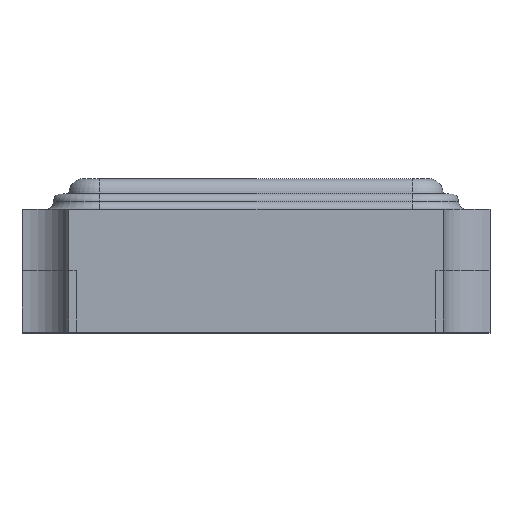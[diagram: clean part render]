
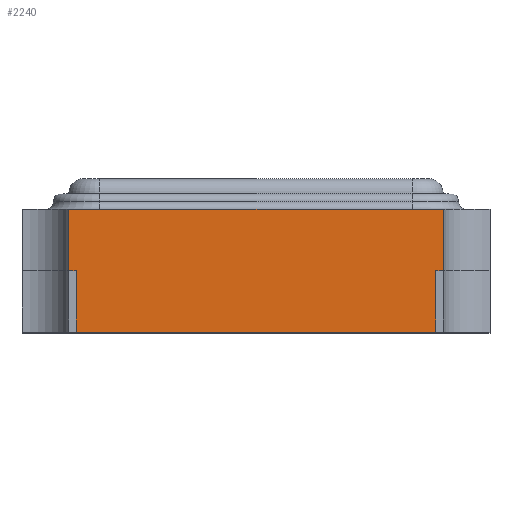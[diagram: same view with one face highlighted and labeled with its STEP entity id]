
A CAD part, top view. The second image highlights one B-rep face of the part: STEP entity #2240.
In plain terms, the highlighted planar face has unit normal (0, 0, 1).
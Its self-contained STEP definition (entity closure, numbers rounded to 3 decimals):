
#112 = DIRECTION ( 'NONE',  ( -1., 0., 0. ) ) ;
#128 = EDGE_CURVE ( 'NONE', #2532, #493, #3534, .T. ) ;
#184 = CARTESIAN_POINT ( 'NONE',  ( 1.28, 0.42, 2.5 ) ) ;
#257 = LINE ( 'NONE', #1460, #2730 ) ;
#304 = ORIENTED_EDGE ( 'NONE', *, *, #2786, .F. ) ;
#395 = VERTEX_POINT ( 'NONE', #1333 ) ;
#406 = CARTESIAN_POINT ( 'NONE',  ( -1.6, 6.776, 2.5 ) ) ;
#432 = CARTESIAN_POINT ( 'NONE',  ( -1.23, 1.92, 2.5 ) ) ;
#493 = VERTEX_POINT ( 'NONE', #1738 ) ;
#574 = DIRECTION ( 'NONE',  ( -1., 0., 0. ) ) ;
#599 = VECTOR ( 'NONE', #1418, 1000. ) ;
#665 = VECTOR ( 'NONE', #2153, 1000. ) ;
#893 = LINE ( 'NONE', #2636, #2791 ) ;
#906 = EDGE_CURVE ( 'NONE', #2349, #2595, #2391, .T. ) ;
#956 = EDGE_CURVE ( 'NONE', #395, #493, #2262, .T. ) ;
#958 = CARTESIAN_POINT ( 'NONE',  ( 1.28, 0.84, 2.5 ) ) ;
#1049 = CARTESIAN_POINT ( 'NONE',  ( -1.28, 0.42, 2.5 ) ) ;
#1063 = DIRECTION ( 'NONE',  ( 0., -1., 0. ) ) ;
#1100 = DIRECTION ( 'NONE',  ( -1., 0., 0. ) ) ;
#1109 = ORIENTED_EDGE ( 'NONE', *, *, #956, .T. ) ;
#1251 = CARTESIAN_POINT ( 'NONE',  ( -1.28, 0.42, 2.5 ) ) ;
#1307 = CARTESIAN_POINT ( 'NONE',  ( 1.23, 0.42, 2.5 ) ) ;
#1333 = CARTESIAN_POINT ( 'NONE',  ( -1.23, 0., 2.5 ) ) ;
#1338 = VECTOR ( 'NONE', #1942, 1000. ) ;
#1386 = CARTESIAN_POINT ( 'NONE',  ( 1.28, 0.42, 2.5 ) ) ;
#1418 = DIRECTION ( 'NONE',  ( 0., -1., 0. ) ) ;
#1460 = CARTESIAN_POINT ( 'NONE',  ( -1.28, 0.84, 2.5 ) ) ;
#1521 = VECTOR ( 'NONE', #1100, 1000. ) ;
#1530 = VECTOR ( 'NONE', #574, 1000. ) ;
#1735 = DIRECTION ( 'NONE',  ( 0., 1., 0. ) ) ;
#1738 = CARTESIAN_POINT ( 'NONE',  ( 1.23, 0., 2.5 ) ) ;
#1844 = ORIENTED_EDGE ( 'NONE', *, *, #2945, .T. ) ;
#1868 = CARTESIAN_POINT ( 'NONE',  ( -1.28, 0.84, 2.5 ) ) ;
#1942 = DIRECTION ( 'NONE',  ( 1., 0., 0. ) ) ;
#2000 = CARTESIAN_POINT ( 'NONE',  ( -1.23, 0.42, 2.5 ) ) ;
#2049 = EDGE_CURVE ( 'NONE', #2056, #2532, #2876, .T. ) ;
#2056 = VERTEX_POINT ( 'NONE', #1386 ) ;
#2066 = DIRECTION ( 'NONE',  ( 1., 0., 0. ) ) ;
#2153 = DIRECTION ( 'NONE',  ( 0., -1., 0. ) ) ;
#2186 = PLANE ( 'NONE',  #2224 ) ;
#2224 = AXIS2_PLACEMENT_3D ( 'NONE', #406, #2819, #112 ) ;
#2240 = ADVANCED_FACE ( 'NONE', ( #3092 ), #2186, .F. ) ;
#2253 = ORIENTED_EDGE ( 'NONE', *, *, #2049, .F. ) ;
#2262 = LINE ( 'NONE', #3441, #1338 ) ;
#2315 = ORIENTED_EDGE ( 'NONE', *, *, #2738, .F. ) ;
#2349 = VERTEX_POINT ( 'NONE', #2000 ) ;
#2391 = LINE ( 'NONE', #1251, #1530 ) ;
#2423 = VERTEX_POINT ( 'NONE', #2450 ) ;
#2450 = CARTESIAN_POINT ( 'NONE',  ( 1.28, 0.84, 2.5 ) ) ;
#2532 = VERTEX_POINT ( 'NONE', #1307 ) ;
#2595 = VERTEX_POINT ( 'NONE', #1049 ) ;
#2636 = CARTESIAN_POINT ( 'NONE',  ( -1.6, 0.84, 2.5 ) ) ;
#2730 = VECTOR ( 'NONE', #1735, 1000. ) ;
#2738 = EDGE_CURVE ( 'NONE', #3127, #2423, #893, .T. ) ;
#2775 = EDGE_LOOP ( 'NONE', ( #304, #3582, #1844, #1109, #3676, #2253, #3448, #2315 ) ) ;
#2786 = EDGE_CURVE ( 'NONE', #2595, #3127, #257, .T. ) ;
#2791 = VECTOR ( 'NONE', #2066, 1000. ) ;
#2819 = DIRECTION ( 'NONE',  ( 0., 0., -1. ) ) ;
#2866 = CARTESIAN_POINT ( 'NONE',  ( 1.23, 1.92, 2.5 ) ) ;
#2876 = LINE ( 'NONE', #184, #1521 ) ;
#2908 = EDGE_CURVE ( 'NONE', #2423, #2056, #3646, .T. ) ;
#2945 = EDGE_CURVE ( 'NONE', #2349, #395, #3460, .T. ) ;
#2992 = VECTOR ( 'NONE', #1063, 1000. ) ;
#3092 = FACE_OUTER_BOUND ( 'NONE', #2775, .T. ) ;
#3127 = VERTEX_POINT ( 'NONE', #1868 ) ;
#3441 = CARTESIAN_POINT ( 'NONE',  ( -1.6, 0., 2.5 ) ) ;
#3448 = ORIENTED_EDGE ( 'NONE', *, *, #2908, .F. ) ;
#3460 = LINE ( 'NONE', #432, #599 ) ;
#3534 = LINE ( 'NONE', #2866, #2992 ) ;
#3582 = ORIENTED_EDGE ( 'NONE', *, *, #906, .F. ) ;
#3646 = LINE ( 'NONE', #958, #665 ) ;
#3676 = ORIENTED_EDGE ( 'NONE', *, *, #128, .F. ) ;
